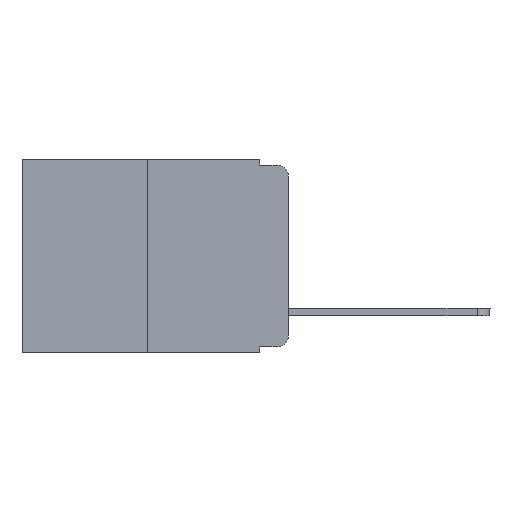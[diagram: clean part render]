
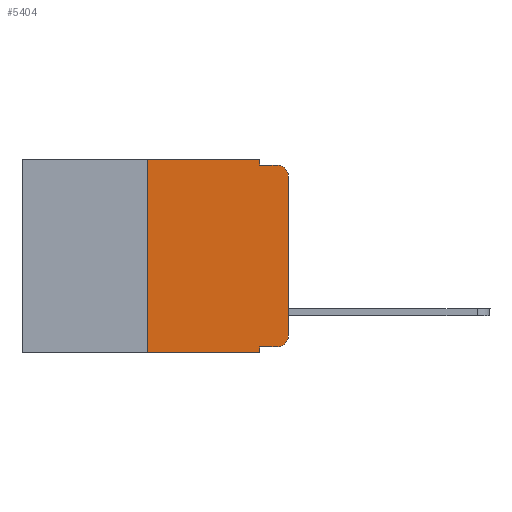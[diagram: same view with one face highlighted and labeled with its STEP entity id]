
A CAD part, left-side view. The second image highlights one B-rep face of the part: STEP entity #5404.
In plain terms, the highlighted planar face has unit normal (-1, 0, 0).
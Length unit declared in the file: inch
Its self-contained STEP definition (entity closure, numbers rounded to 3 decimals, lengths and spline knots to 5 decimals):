
#770 = CARTESIAN_POINT ( 'NONE',  ( 0., 0.02, -0.313 ) ) ;
#823 = CARTESIAN_POINT ( 'NONE',  ( 0., 0., -0.313 ) ) ;
#1163 = CARTESIAN_POINT ( 'NONE',  ( 0., 0.473, -0.343 ) ) ;
#1356 = DIRECTION ( 'NONE',  ( 0., 0., -1. ) ) ;
#1491 = ORIENTED_EDGE ( 'NONE', *, *, #9901, .F. ) ;
#1839 = ORIENTED_EDGE ( 'NONE', *, *, #17763, .T. ) ;
#2325 = EDGE_CURVE ( 'NONE', #4418, #3922, #7575, .T. ) ;
#2405 = EDGE_CURVE ( 'NONE', #13943, #14214, #14093, .T. ) ;
#2588 = LINE ( 'NONE', #8601, #7448 ) ;
#2598 = DIRECTION ( 'NONE',  ( 0., 0., 1. ) ) ;
#2687 = VERTEX_POINT ( 'NONE', #6057 ) ;
#2784 = VERTEX_POINT ( 'NONE', #16738 ) ;
#3023 = EDGE_CURVE ( 'NONE', #17512, #13239, #19206, .T. ) ;
#3134 = DIRECTION ( 'NONE',  ( 0., -1., 0. ) ) ;
#3728 = DIRECTION ( 'NONE',  ( 0., -1., 0. ) ) ;
#3824 = VERTEX_POINT ( 'NONE', #6872 ) ;
#3922 = VERTEX_POINT ( 'NONE', #11917 ) ;
#3955 = VECTOR ( 'NONE', #1356, 39.37008 ) ;
#4199 = CARTESIAN_POINT ( 'NONE',  ( 0., 0.02, -0.333 ) ) ;
#4418 = VERTEX_POINT ( 'NONE', #19297 ) ;
#4434 = ORIENTED_EDGE ( 'NONE', *, *, #5672, .T. ) ;
#4560 = EDGE_LOOP ( 'NONE', ( #11887, #1839, #18512, #12330, #9138, #1491, #4434, #12480, #9978, #8048 ) ) ;
#4864 = CARTESIAN_POINT ( 'NONE',  ( 0., 0.25, 0. ) ) ;
#5316 = DIRECTION ( 'NONE',  ( 0., 0., -1. ) ) ;
#5404 = ADVANCED_FACE ( 'NONE', ( #6482 ), #9469, .F. ) ;
#5672 = EDGE_CURVE ( 'NONE', #3824, #2784, #13394, .T. ) ;
#5840 = AXIS2_PLACEMENT_3D ( 'NONE', #12634, #13812, #15484 ) ;
#5894 = DIRECTION ( 'NONE',  ( 0., -1., 0. ) ) ;
#5930 = DIRECTION ( 'NONE',  ( -1., 0., 0. ) ) ;
#6057 = CARTESIAN_POINT ( 'NONE',  ( 0., 0.051, 0. ) ) ;
#6482 = FACE_OUTER_BOUND ( 'NONE', #4560, .T. ) ;
#6556 = EDGE_CURVE ( 'NONE', #13943, #2784, #2588, .T. ) ;
#6872 = CARTESIAN_POINT ( 'NONE',  ( 0., 0.25, -0.343 ) ) ;
#7105 = VECTOR ( 'NONE', #3134, 39.37008 ) ;
#7448 = VECTOR ( 'NONE', #14620, 39.37008 ) ;
#7575 = LINE ( 'NONE', #13602, #11581 ) ;
#8048 = ORIENTED_EDGE ( 'NONE', *, *, #18392, .T. ) ;
#8601 = CARTESIAN_POINT ( 'NONE',  ( 0., 0.051, 0. ) ) ;
#8653 = EDGE_CURVE ( 'NONE', #8914, #2687, #8660, .T. ) ;
#8656 = VECTOR ( 'NONE', #5894, 39.37008 ) ;
#8660 = LINE ( 'NONE', #13226, #8656 ) ;
#8914 = VERTEX_POINT ( 'NONE', #10934 ) ;
#8980 = DIRECTION ( 'NONE',  ( 0., 0., -1. ) ) ;
#9138 = ORIENTED_EDGE ( 'NONE', *, *, #8653, .F. ) ;
#9469 = PLANE ( 'NONE',  #5840 ) ;
#9861 = DIRECTION ( 'NONE',  ( -1., 0., 0. ) ) ;
#9901 = EDGE_CURVE ( 'NONE', #3824, #8914, #14517, .T. ) ;
#9978 = ORIENTED_EDGE ( 'NONE', *, *, #2405, .T. ) ;
#10127 = CARTESIAN_POINT ( 'NONE',  ( 0., 0., 0. ) ) ;
#10251 = VECTOR ( 'NONE', #17296, 39.37008 ) ;
#10439 = EDGE_CURVE ( 'NONE', #2687, #4418, #19429, .T. ) ;
#10934 = CARTESIAN_POINT ( 'NONE',  ( 0., 0.25, 0. ) ) ;
#10962 = CARTESIAN_POINT ( 'NONE',  ( 0., 0., -0.03 ) ) ;
#11581 = VECTOR ( 'NONE', #18243, 39.37008 ) ;
#11739 = CARTESIAN_POINT ( 'NONE',  ( 0., 0.051, 0. ) ) ;
#11887 = ORIENTED_EDGE ( 'NONE', *, *, #3023, .T. ) ;
#11917 = CARTESIAN_POINT ( 'NONE',  ( 0., 0.02, -0.01 ) ) ;
#12273 = CARTESIAN_POINT ( 'NONE',  ( 0., 0.02, -0.03 ) ) ;
#12330 = ORIENTED_EDGE ( 'NONE', *, *, #10439, .F. ) ;
#12480 = ORIENTED_EDGE ( 'NONE', *, *, #6556, .F. ) ;
#12634 = CARTESIAN_POINT ( 'NONE',  ( 0., 0.473, 0. ) ) ;
#12769 = VECTOR ( 'NONE', #2598, 39.37008 ) ;
#13132 = AXIS2_PLACEMENT_3D ( 'NONE', #12273, #5930, #8980 ) ;
#13226 = CARTESIAN_POINT ( 'NONE',  ( 0., 0.473, 0. ) ) ;
#13239 = VERTEX_POINT ( 'NONE', #10962 ) ;
#13394 = LINE ( 'NONE', #1163, #7105 ) ;
#13602 = CARTESIAN_POINT ( 'NONE',  ( 0., 0.051, -0.01 ) ) ;
#13812 = DIRECTION ( 'NONE',  ( 1., 0., 0. ) ) ;
#13943 = VERTEX_POINT ( 'NONE', #18343 ) ;
#14093 = LINE ( 'NONE', #16958, #17660 ) ;
#14214 = VERTEX_POINT ( 'NONE', #4199 ) ;
#14517 = LINE ( 'NONE', #4864, #10251 ) ;
#14620 = DIRECTION ( 'NONE',  ( 0., 0., -1. ) ) ;
#15484 = DIRECTION ( 'NONE',  ( 0., 0., -1. ) ) ;
#16738 = CARTESIAN_POINT ( 'NONE',  ( 0., 0.051, -0.343 ) ) ;
#16901 = CIRCLE ( 'NONE', #13132, 0.02 ) ;
#16958 = CARTESIAN_POINT ( 'NONE',  ( 0., 0.051, -0.333 ) ) ;
#17248 = CIRCLE ( 'NONE', #17553, 0.02 ) ;
#17296 = DIRECTION ( 'NONE',  ( 0., 0., 1. ) ) ;
#17512 = VERTEX_POINT ( 'NONE', #823 ) ;
#17553 = AXIS2_PLACEMENT_3D ( 'NONE', #770, #9861, #5316 ) ;
#17660 = VECTOR ( 'NONE', #3728, 39.37008 ) ;
#17763 = EDGE_CURVE ( 'NONE', #13239, #3922, #16901, .T. ) ;
#18243 = DIRECTION ( 'NONE',  ( 0., -1., 0. ) ) ;
#18343 = CARTESIAN_POINT ( 'NONE',  ( 0., 0.051, -0.333 ) ) ;
#18392 = EDGE_CURVE ( 'NONE', #14214, #17512, #17248, .T. ) ;
#18512 = ORIENTED_EDGE ( 'NONE', *, *, #2325, .F. ) ;
#19206 = LINE ( 'NONE', #10127, #12769 ) ;
#19297 = CARTESIAN_POINT ( 'NONE',  ( 0., 0.051, -0.01 ) ) ;
#19429 = LINE ( 'NONE', #11739, #3955 ) ;
